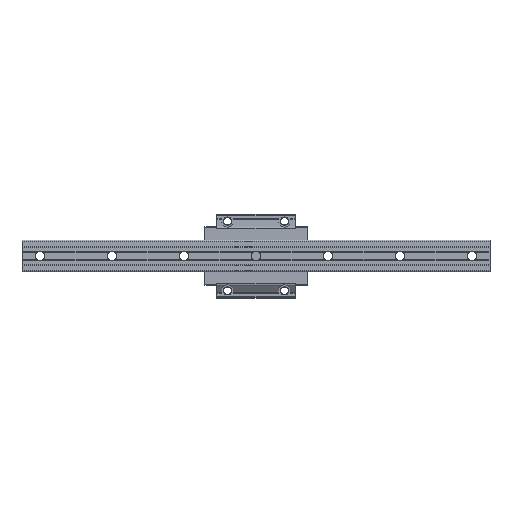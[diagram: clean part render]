
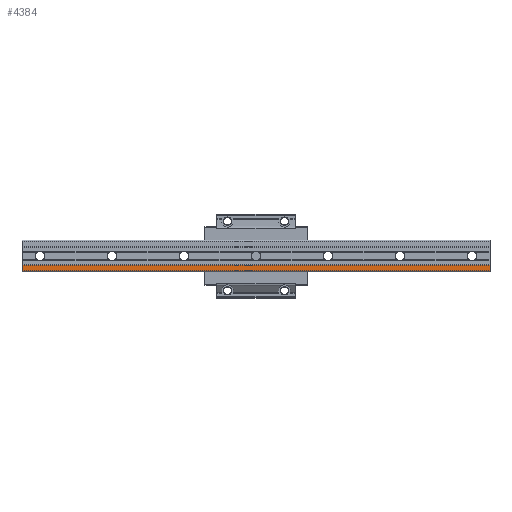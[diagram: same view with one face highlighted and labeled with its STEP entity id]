
A CAD part, front view. The second image highlights one B-rep face of the part: STEP entity #4384.
In plain terms, the highlighted planar face has unit normal (0, -1, 0).
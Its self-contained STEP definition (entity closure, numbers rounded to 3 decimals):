
#2684 = VERTEX_POINT( '', #6390 );
#2756 = EDGE_CURVE( '', #4714, #4466, #6472, .T. );
#2954 = EDGE_CURVE( '', #3900, #2684, #6692, .T. );
#3434 = EDGE_CURVE( '', #4466, #2684, #7218, .T. );
#3900 = VERTEX_POINT( '', #7719 );
#4384 = ADVANCED_FACE( '', ( #8251 ), #8252, .T. );
#4466 = VERTEX_POINT( '', #8341 );
#4500 = EDGE_CURVE( '', #3900, #4714, #8379, .T. );
#4714 = VERTEX_POINT( '', #8615 );
#6390 = CARTESIAN_POINT( '', ( 750., 0., -15.5 ) );
#6472 = LINE( '', #10923, #10924 );
#6692 = LINE( '', #11244, #11245 );
#7218 = LINE( '', #12040, #12041 );
#7719 = CARTESIAN_POINT( '', ( -30., 0., -15.5 ) );
#8251 = FACE_OUTER_BOUND( '', #13855, .T. );
#8252 = PLANE( '', #13856 );
#8341 = CARTESIAN_POINT( '', ( 750., 0., -24.5 ) );
#8379 = LINE( '', #14068, #14069 );
#8615 = CARTESIAN_POINT( '', ( -30., 0., -24.5 ) );
#10923 = CARTESIAN_POINT( '', ( -30., 0., -24.5 ) );
#10924 = VECTOR( '', #16905, 1. );
#11244 = CARTESIAN_POINT( '', ( -30., 0., -15.5 ) );
#11245 = VECTOR( '', #17236, 1. );
#12040 = CARTESIAN_POINT( '', ( 750., 0., -15.5 ) );
#12041 = VECTOR( '', #17814, 1. );
#13855 = EDGE_LOOP( '', ( #18966, #18967, #18968, #18969 ) );
#13856 = AXIS2_PLACEMENT_3D( '', #18970, #18971, #18972 );
#14068 = CARTESIAN_POINT( '', ( -30., 0., -15.5 ) );
#14069 = VECTOR( '', #19125, 1. );
#16905 = DIRECTION( '', ( 1., 0., 0. ) );
#17236 = DIRECTION( '', ( 1., 0., 0. ) );
#17814 = DIRECTION( '', ( 0., 0., 1. ) );
#18966 = ORIENTED_EDGE( '', *, *, #3434, .T. );
#18967 = ORIENTED_EDGE( '', *, *, #2954, .F. );
#18968 = ORIENTED_EDGE( '', *, *, #4500, .T. );
#18969 = ORIENTED_EDGE( '', *, *, #2756, .T. );
#18970 = CARTESIAN_POINT( '', ( -30., 0., -24.5 ) );
#18971 = DIRECTION( '', ( 0., -1., 0. ) );
#18972 = DIRECTION( '', ( 0., 0., -1. ) );
#19125 = DIRECTION( '', ( 0., 0., -1. ) );
